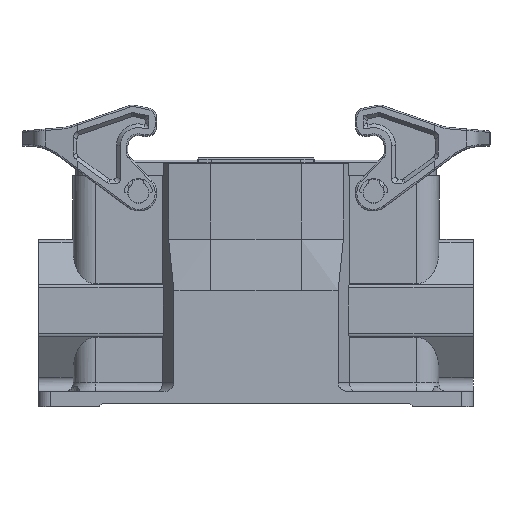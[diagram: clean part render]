
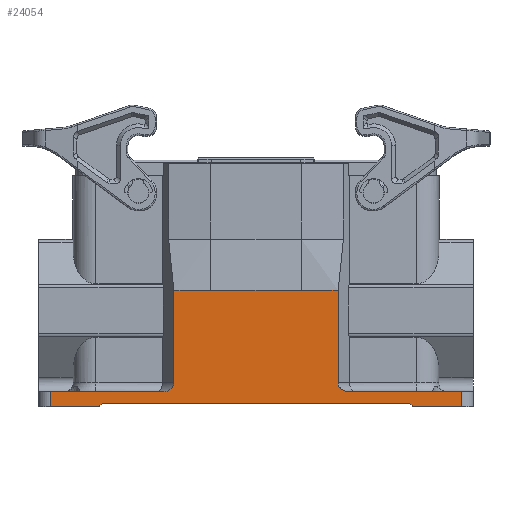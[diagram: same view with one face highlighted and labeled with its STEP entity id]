
A CAD part, top view. The second image highlights one B-rep face of the part: STEP entity #24054.
In plain terms, the highlighted planar face has unit normal (0, 0, 1).
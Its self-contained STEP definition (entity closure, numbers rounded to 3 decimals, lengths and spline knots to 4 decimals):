
#397=DIRECTION('',(0.,-1.,0.));
#398=VECTOR('',#397,1.2008);
#399=CARTESIAN_POINT('',(1.0806,-1.2441,1.122));
#400=LINE('',#399,#398);
#417=DIRECTION('',(1.,0.,0.));
#418=VECTOR('',#417,4.0157);
#419=CARTESIAN_POINT('',(-1.998,-2.7205,1.122));
#420=LINE('',#419,#418);
#421=DIRECTION('',(0.707,0.707,0.));
#422=VECTOR('',#421,0.0557);
#423=CARTESIAN_POINT('',(-2.0374,-2.7598,1.122));
#424=LINE('',#423,#422);
#425=DIRECTION('',(-1.,0.,0.));
#426=VECTOR('',#425,1.47);
#427=CARTESIAN_POINT('',(-1.1973,-2.563,1.122));
#428=LINE('',#427,#426);
#429=DIRECTION('',(0.,-1.,0.));
#430=VECTOR('',#429,1.2008);
#431=CARTESIAN_POINT('',(-1.0609,-1.2441,1.122));
#432=LINE('',#431,#430);
#433=DIRECTION('',(-1.,0.,0.));
#434=VECTOR('',#433,1.47);
#435=CARTESIAN_POINT('',(2.687,-2.563,1.122));
#436=LINE('',#435,#434);
#437=DIRECTION('',(0.707,-0.707,0.));
#438=VECTOR('',#437,0.0557);
#439=CARTESIAN_POINT('',(2.0177,-2.7205,1.122));
#440=LINE('',#439,#438);
#613=DIRECTION('',(-1.,0.,0.));
#614=VECTOR('',#613,0.6299);
#615=CARTESIAN_POINT('',(2.687,-2.7598,1.122));
#616=LINE('',#615,#614);
#857=DIRECTION('',(0.,-1.,0.));
#858=VECTOR('',#857,0.1969);
#859=CARTESIAN_POINT('',(2.687,-2.563,1.122));
#860=LINE('',#859,#858);
#899=CARTESIAN_POINT('',(1.0806,-2.4449,1.122));
#900=CARTESIAN_POINT('',(1.0806,-2.4502,1.122));
#901=CARTESIAN_POINT('',(1.0814,-2.46,1.122));
#902=CARTESIAN_POINT('',(1.0852,-2.4774,1.122));
#903=CARTESIAN_POINT('',(1.0931,-2.496,1.122));
#904=CARTESIAN_POINT('',(1.1061,-2.5148,1.122));
#905=CARTESIAN_POINT('',(1.1221,-2.5306,1.122));
#906=CARTESIAN_POINT('',(1.1409,-2.5436,1.122));
#907=CARTESIAN_POINT('',(1.1625,-2.5539,1.122));
#908=CARTESIAN_POINT('',(1.1872,-2.5609,1.122));
#909=CARTESIAN_POINT('',(1.2064,-2.563,1.122));
#910=CARTESIAN_POINT('',(1.217,-2.563,1.122));
#1726=DIRECTION('',(0.,1.,0.));
#1727=VECTOR('',#1726,0.1969);
#1728=CARTESIAN_POINT('',(-2.6673,-2.7598,
1.122));
#1729=LINE('',#1728,#1727);
#1776=DIRECTION('',(-1.,0.,0.));
#1777=VECTOR('',#1776,0.6299);
#1778=CARTESIAN_POINT('',(-2.0374,-2.7598,
1.122));
#1779=LINE('',#1778,#1777);
#18615=CARTESIAN_POINT('',(-1.1973,-2.563,
1.122));
#18616=CARTESIAN_POINT('',(-1.1867,-2.563,
1.122));
#18617=CARTESIAN_POINT('',(-1.1675,-2.5609,
1.122));
#18618=CARTESIAN_POINT('',(-1.1428,-2.5539,
1.122));
#18619=CARTESIAN_POINT('',(-1.1212,-2.5436,
1.122));
#18620=CARTESIAN_POINT('',(-1.1024,-2.5306,
1.122));
#18621=CARTESIAN_POINT('',(-1.0864,-2.5148,
1.122));
#18622=CARTESIAN_POINT('',(-1.0734,-2.496,
1.122));
#18623=CARTESIAN_POINT('',(-1.0655,-2.4774,
1.122));
#18624=CARTESIAN_POINT('',(-1.0617,-2.46,
1.122));
#18625=CARTESIAN_POINT('',(-1.0609,-2.4502,
1.122));
#18626=CARTESIAN_POINT('',(-1.0609,-2.4449,
1.122));
#18665=DIRECTION('',(1.,0.,0.));
#18666=VECTOR('',#18665,0.4802);
#18667=CARTESIAN_POINT('',(-1.0609,-1.2441,
1.122));
#18668=LINE('',#18667,#18666);
#18669=DIRECTION('',(1.,0.,0.));
#18670=VECTOR('',#18669,1.1811);
#18671=CARTESIAN_POINT('',(-0.5807,-1.2441,
1.122));
#18672=LINE('',#18671,#18670);
#18685=DIRECTION('',(1.,0.,0.));
#18686=VECTOR('',#18685,0.4802);
#18687=CARTESIAN_POINT('',(0.6004,-1.2441,
1.122));
#18688=LINE('',#18687,#18686);
#21711=CARTESIAN_POINT('',(2.687,-2.7598,
1.122));
#21712=VERTEX_POINT('',#21711);
#21713=CARTESIAN_POINT('',(2.0571,-2.7598,
1.122));
#21714=VERTEX_POINT('',#21713);
#21720=CARTESIAN_POINT('',(2.0177,-2.7205,
1.122));
#21721=VERTEX_POINT('',#21720);
#21732=CARTESIAN_POINT('',(-2.0374,-2.7598,
1.122));
#21734=VERTEX_POINT('',#21732);
#21736=CARTESIAN_POINT('',(-2.6673,-2.7598,
1.122));
#21737=VERTEX_POINT('',#21736);
#21768=CARTESIAN_POINT('',(-1.998,-2.7205,
1.122));
#21769=VERTEX_POINT('',#21768);
#22020=CARTESIAN_POINT('',(-0.5807,-1.2441,
1.122));
#22021=CARTESIAN_POINT('',(0.6004,-1.2441,
1.122));
#22022=VERTEX_POINT('',#22020);
#22023=VERTEX_POINT('',#22021);
#22028=CARTESIAN_POINT('',(1.0806,-1.2441,
1.122));
#22029=CARTESIAN_POINT('',(1.0806,-2.4449,
1.122));
#22030=VERTEX_POINT('',#22028);
#22031=VERTEX_POINT('',#22029);
#22054=CARTESIAN_POINT('',(-1.0609,-2.4449,
1.122));
#22055=VERTEX_POINT('',#22054);
#22056=CARTESIAN_POINT('',(-1.0609,-1.2441,
1.122));
#22057=VERTEX_POINT('',#22056);
#22072=CARTESIAN_POINT('',(-1.1973,-2.563,
1.122));
#22073=CARTESIAN_POINT('',(-2.6673,-2.563,
1.122));
#22074=VERTEX_POINT('',#22072);
#22075=VERTEX_POINT('',#22073);
#22084=CARTESIAN_POINT('',(2.687,-2.563,
1.122));
#22086=VERTEX_POINT('',#22084);
#22094=CARTESIAN_POINT('',(1.217,-2.563,
1.122));
#22095=VERTEX_POINT('',#22094);
#24016=CARTESIAN_POINT('',(-2.8248,-2.563,
1.122));
#24017=DIRECTION('',(0.,0.,-1.));
#24018=DIRECTION('',(-1.,0.,0.));
#24019=AXIS2_PLACEMENT_3D('',#24016,#24017,#24018);
#24020=PLANE('',#24019);
#24022=ORIENTED_EDGE('',*,*,#24021,.F.);
#24024=ORIENTED_EDGE('',*,*,#24023,.F.);
#24026=ORIENTED_EDGE('',*,*,#24025,.T.);
#24028=ORIENTED_EDGE('',*,*,#24027,.T.);
#24030=ORIENTED_EDGE('',*,*,#24029,.F.);
#24032=ORIENTED_EDGE('',*,*,#24031,.T.);
#24034=ORIENTED_EDGE('',*,*,#24033,.F.);
#24036=ORIENTED_EDGE('',*,*,#24035,.T.);
#24038=ORIENTED_EDGE('',*,*,#24037,.T.);
#24040=ORIENTED_EDGE('',*,*,#24039,.T.);
#24041=ORIENTED_EDGE('',*,*,#23986,.T.);
#24043=ORIENTED_EDGE('',*,*,#24042,.T.);
#24045=ORIENTED_EDGE('',*,*,#24044,.F.);
#24047=ORIENTED_EDGE('',*,*,#24046,.T.);
#24049=ORIENTED_EDGE('',*,*,#24048,.T.);
#24051=ORIENTED_EDGE('',*,*,#24050,.F.);
#24052=EDGE_LOOP('',(#24022,#24024,#24026,#24028,#24030,#24032,#24034,#24036,
#24038,#24040,#24041,#24043,#24045,#24047,#24049,#24051));
#24053=FACE_OUTER_BOUND('',#24052,.F.);
#24054=ADVANCED_FACE('',(#24053),#24020,.F.);
#911=B_SPLINE_CURVE_WITH_KNOTS('',3,(#899,#900,#901,#902,#903,#904,#905,#906,
#907,#908,#909,#910),.UNSPECIFIED.,.F.,.F.,(4,1,1,1,1,1,1,1,1,4),(0.,0.0625,
0.125,0.25,0.375,0.5,0.625,0.75,0.875,1.),.UNSPECIFIED.);
#18627=B_SPLINE_CURVE_WITH_KNOTS('',3,(#18615,#18616,#18617,#18618,#18619,
#18620,#18621,#18622,#18623,#18624,#18625,#18626),.UNSPECIFIED.,.F.,.F.,(4,1,1,
1,1,1,1,1,1,4),(0.,0.125,0.25,0.375,0.5,0.625,0.75,0.875,
0.9375,1.),.UNSPECIFIED.);
#23986=EDGE_CURVE('',#22030,#22031,#400,.T.);
#24021=EDGE_CURVE('',#21769,#21721,#420,.T.);
#24023=EDGE_CURVE('',#21734,#21769,#424,.T.);
#24025=EDGE_CURVE('',#21734,#21737,#1779,.T.);
#24027=EDGE_CURVE('',#21737,#22075,#1729,.T.);
#24029=EDGE_CURVE('',#22074,#22075,#428,.T.);
#24031=EDGE_CURVE('',#22074,#22055,#18627,.T.);
#24033=EDGE_CURVE('',#22057,#22055,#432,.T.);
#24035=EDGE_CURVE('',#22057,#22022,#18668,.T.);
#24037=EDGE_CURVE('',#22022,#22023,#18672,.T.);
#24039=EDGE_CURVE('',#22023,#22030,#18688,.T.);
#24042=EDGE_CURVE('',#22031,#22095,#911,.T.);
#24044=EDGE_CURVE('',#22086,#22095,#436,.T.);
#24046=EDGE_CURVE('',#22086,#21712,#860,.T.);
#24048=EDGE_CURVE('',#21712,#21714,#616,.T.);
#24050=EDGE_CURVE('',#21721,#21714,#440,.T.);
